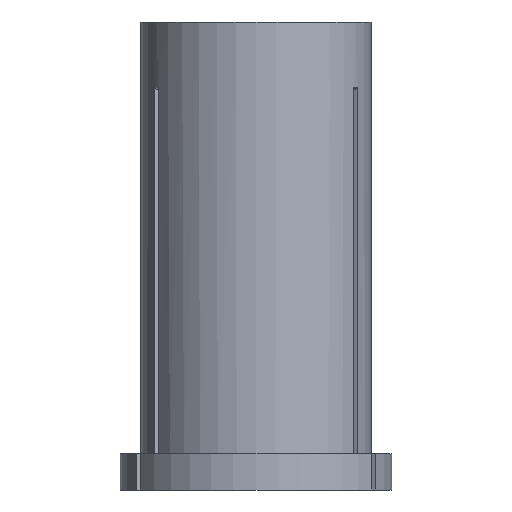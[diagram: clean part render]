
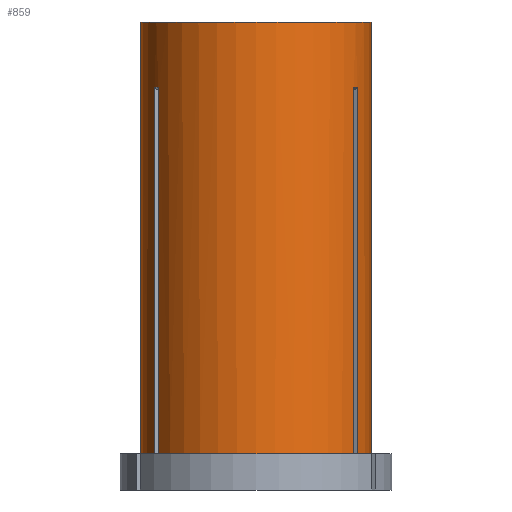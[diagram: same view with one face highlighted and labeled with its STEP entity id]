
A CAD part, front view. The second image highlights one B-rep face of the part: STEP entity #859.
In plain terms, the highlighted cylindrical face has radius 15.875 mm (diameter 31.75 mm), a partial arc.
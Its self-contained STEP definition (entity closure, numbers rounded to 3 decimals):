
#4 = CARTESIAN_POINT ( 'NONE',  ( -13.991, -7.501, -59.6 ) ) ;
#5 = VERTEX_POINT ( 'NONE', #636 ) ;
#21 = DIRECTION ( 'NONE',  ( 0., 0., 1. ) ) ;
#27 = ORIENTED_EDGE ( 'NONE', *, *, #379, .T. ) ;
#37 = ORIENTED_EDGE ( 'NONE', *, *, #706, .F. ) ;
#43 = CARTESIAN_POINT ( 'NONE',  ( 15.875, 0., 0. ) ) ;
#55 = CARTESIAN_POINT ( 'NONE',  ( -15.875, 0., 0. ) ) ;
#84 = B_SPLINE_CURVE_WITH_KNOTS ( 'NONE', 3,
 ( #308, #384, #1080, #815, #467 ),
 .UNSPECIFIED., .F., .F.,
 ( 4, 1, 4 ),
 ( 0.098, 0.098, 0.099 ),
 .UNSPECIFIED. ) ;
#87 = DIRECTION ( 'NONE',  ( 1., 0., 0. ) ) ;
#102 = LINE ( 'NONE', #1056, #1010 ) ;
#113 = DIRECTION ( 'NONE',  ( 0., 0., 1. ) ) ;
#119 = AXIS2_PLACEMENT_3D ( 'NONE', #735, #813, #222 ) ;
#138 = CARTESIAN_POINT ( 'NONE',  ( 0., 0., -59.6 ) ) ;
#155 = B_SPLINE_CURVE_WITH_KNOTS ( 'NONE', 3,
 ( #1103, #845, #579, #332, #935, #1030 ),
 .UNSPECIFIED., .F., .F.,
 ( 4, 2, 4 ),
 ( 0.089, 0.09, 0.09 ),
 .UNSPECIFIED. ) ;
#173 = VECTOR ( 'NONE', #477, 1000. ) ;
#175 = ORIENTED_EDGE ( 'NONE', *, *, #644, .T. ) ;
#179 = VERTEX_POINT ( 'NONE', #1059 ) ;
#189 = LINE ( 'NONE', #668, #1065 ) ;
#212 = CYLINDRICAL_SURFACE ( 'NONE', #1082, 15.875 ) ;
#222 = DIRECTION ( 'NONE',  ( 1., 0., 0. ) ) ;
#232 = EDGE_LOOP ( 'NONE', ( #1070, #571, #333, #1106, #606, #811, #754, #27, #37, #175, #976, #421 ) ) ;
#255 = CARTESIAN_POINT ( 'NONE',  ( 13.991, -7.501, 0. ) ) ;
#258 = EDGE_CURVE ( 'NONE', #632, #1073, #189, .T. ) ;
#266 = EDGE_CURVE ( 'NONE', #292, #5, #728, .T. ) ;
#272 = EDGE_CURVE ( 'NONE', #1124, #1027, #927, .T. ) ;
#285 = VECTOR ( 'NONE', #425, 1000. ) ;
#286 = CARTESIAN_POINT ( 'NONE',  ( 13.491, -8.367, -9.006 ) ) ;
#292 = VERTEX_POINT ( 'NONE', #476 ) ;
#296 = DIRECTION ( 'NONE',  ( 1., 0., 0. ) ) ;
#308 = CARTESIAN_POINT ( 'NONE',  ( 13.491, -8.367, -9.006 ) ) ;
#309 = VERTEX_POINT ( 'NONE', #586 ) ;
#332 = CARTESIAN_POINT ( 'NONE',  ( -13.664, -8.083, -9. ) ) ;
#333 = ORIENTED_EDGE ( 'NONE', *, *, #993, .T. ) ;
#369 = CARTESIAN_POINT ( 'NONE',  ( 0., 0., 0. ) ) ;
#379 = EDGE_CURVE ( 'NONE', #1073, #742, #84, .T. ) ;
#384 = CARTESIAN_POINT ( 'NONE',  ( 13.58, -8.224, -9.002 ) ) ;
#392 = DIRECTION ( 'NONE',  ( 0., 0., 1. ) ) ;
#398 = AXIS2_PLACEMENT_3D ( 'NONE', #138, #1105, #583 ) ;
#421 = ORIENTED_EDGE ( 'NONE', *, *, #881, .F. ) ;
#425 = DIRECTION ( 'NONE',  ( 0., 0., 1. ) ) ;
#430 = CARTESIAN_POINT ( 'NONE',  ( -13.991, -7.501, 0. ) ) ;
#432 = CIRCLE ( 'NONE', #119, 15.875 ) ;
#433 = DIRECTION ( 'NONE',  ( 0., 0., 1. ) ) ;
#467 = CARTESIAN_POINT ( 'NONE',  ( 13.991, -7.501, -9.006 ) ) ;
#476 = CARTESIAN_POINT ( 'NONE',  ( -13.491, -8.367, -59.6 ) ) ;
#477 = DIRECTION ( 'NONE',  ( 0., 0., 1. ) ) ;
#487 = VERTEX_POINT ( 'NONE', #521 ) ;
#491 = VERTEX_POINT ( 'NONE', #55 ) ;
#496 = DIRECTION ( 'NONE',  ( 0., 0., 1. ) ) ;
#521 = CARTESIAN_POINT ( 'NONE',  ( -15.875, 0., -59.6 ) ) ;
#563 = DIRECTION ( 'NONE',  ( 0., 0., 1. ) ) ;
#571 = ORIENTED_EDGE ( 'NONE', *, *, #1118, .T. ) ;
#579 = CARTESIAN_POINT ( 'NONE',  ( -13.831, -7.794, -9. ) ) ;
#583 = DIRECTION ( 'NONE',  ( 1., 0., 0. ) ) ;
#586 = CARTESIAN_POINT ( 'NONE',  ( 13.991, -7.501, -59.6 ) ) ;
#606 = ORIENTED_EDGE ( 'NONE', *, *, #266, .F. ) ;
#613 = DIRECTION ( 'NONE',  ( 0., 0., 1. ) ) ;
#632 = VERTEX_POINT ( 'NONE', #675 ) ;
#636 = CARTESIAN_POINT ( 'NONE',  ( -13.491, -8.367, -9.006 ) ) ;
#644 = EDGE_CURVE ( 'NONE', #309, #1124, #877, .T. ) ;
#663 = EDGE_CURVE ( 'NONE', #292, #632, #432, .T. ) ;
#668 = CARTESIAN_POINT ( 'NONE',  ( 13.491, -8.367, 0. ) ) ;
#675 = CARTESIAN_POINT ( 'NONE',  ( 13.491, -8.367, -59.6 ) ) ;
#683 = FACE_OUTER_BOUND ( 'NONE', #232, .T. ) ;
#706 = EDGE_CURVE ( 'NONE', #309, #742, #847, .T. ) ;
#728 = LINE ( 'NONE', #746, #173 ) ;
#735 = CARTESIAN_POINT ( 'NONE',  ( 0., 0., -59.6 ) ) ;
#742 = VERTEX_POINT ( 'NONE', #1125 ) ;
#746 = CARTESIAN_POINT ( 'NONE',  ( -13.491, -8.367, 0. ) ) ;
#754 = ORIENTED_EDGE ( 'NONE', *, *, #258, .T. ) ;
#777 = VECTOR ( 'NONE', #21, 1000. ) ;
#811 = ORIENTED_EDGE ( 'NONE', *, *, #663, .T. ) ;
#813 = DIRECTION ( 'NONE',  ( 0., 0., 1. ) ) ;
#815 = CARTESIAN_POINT ( 'NONE',  ( 13.913, -7.647, -9.002 ) ) ;
#820 = VECTOR ( 'NONE', #392, 1000. ) ;
#826 = VERTEX_POINT ( 'NONE', #4 ) ;
#829 = EDGE_CURVE ( 'NONE', #487, #491, #102, .T. ) ;
#845 = CARTESIAN_POINT ( 'NONE',  ( -13.912, -7.648, -9.002 ) ) ;
#847 = LINE ( 'NONE', #255, #285 ) ;
#859 = ADVANCED_FACE ( 'NONE', ( #683 ), #212, .T. ) ;
#862 = DIRECTION ( 'NONE',  ( 1., 0., 0. ) ) ;
#877 = CIRCLE ( 'NONE', #398, 15.875 ) ;
#881 = EDGE_CURVE ( 'NONE', #491, #1027, #922, .T. ) ;
#894 = AXIS2_PLACEMENT_3D ( 'NONE', #900, #113, #296 ) ;
#900 = CARTESIAN_POINT ( 'NONE',  ( 0., 0., 0. ) ) ;
#919 = CARTESIAN_POINT ( 'NONE',  ( 15.875, 0., -59.6 ) ) ;
#922 = CIRCLE ( 'NONE', #894, 15.875 ) ;
#927 = LINE ( 'NONE', #43, #820 ) ;
#933 = EDGE_CURVE ( 'NONE', #179, #5, #155, .T. ) ;
#935 = CARTESIAN_POINT ( 'NONE',  ( -13.579, -8.226, -9.002 ) ) ;
#948 = AXIS2_PLACEMENT_3D ( 'NONE', #1021, #496, #862 ) ;
#976 = ORIENTED_EDGE ( 'NONE', *, *, #272, .T. ) ;
#978 = CARTESIAN_POINT ( 'NONE',  ( 15.875, 0., 0. ) ) ;
#993 = EDGE_CURVE ( 'NONE', #826, #179, #1117, .T. ) ;
#1010 = VECTOR ( 'NONE', #433, 1000. ) ;
#1021 = CARTESIAN_POINT ( 'NONE',  ( 0., 0., -59.6 ) ) ;
#1027 = VERTEX_POINT ( 'NONE', #978 ) ;
#1030 = CARTESIAN_POINT ( 'NONE',  ( -13.491, -8.367, -9.006 ) ) ;
#1056 = CARTESIAN_POINT ( 'NONE',  ( -15.875, 0., 0. ) ) ;
#1059 = CARTESIAN_POINT ( 'NONE',  ( -13.991, -7.501, -9.006 ) ) ;
#1062 = CIRCLE ( 'NONE', #948, 15.875 ) ;
#1065 = VECTOR ( 'NONE', #563, 1000. ) ;
#1070 = ORIENTED_EDGE ( 'NONE', *, *, #829, .F. ) ;
#1073 = VERTEX_POINT ( 'NONE', #286 ) ;
#1080 = CARTESIAN_POINT ( 'NONE',  ( 13.751, -7.938, -8.998 ) ) ;
#1082 = AXIS2_PLACEMENT_3D ( 'NONE', #369, #613, #87 ) ;
#1103 = CARTESIAN_POINT ( 'NONE',  ( -13.991, -7.501, -9.006 ) ) ;
#1105 = DIRECTION ( 'NONE',  ( 0., 0., 1. ) ) ;
#1106 = ORIENTED_EDGE ( 'NONE', *, *, #933, .T. ) ;
#1117 = LINE ( 'NONE', #430, #777 ) ;
#1118 = EDGE_CURVE ( 'NONE', #487, #826, #1062, .T. ) ;
#1124 = VERTEX_POINT ( 'NONE', #919 ) ;
#1125 = CARTESIAN_POINT ( 'NONE',  ( 13.991, -7.501, -9.006 ) ) ;
